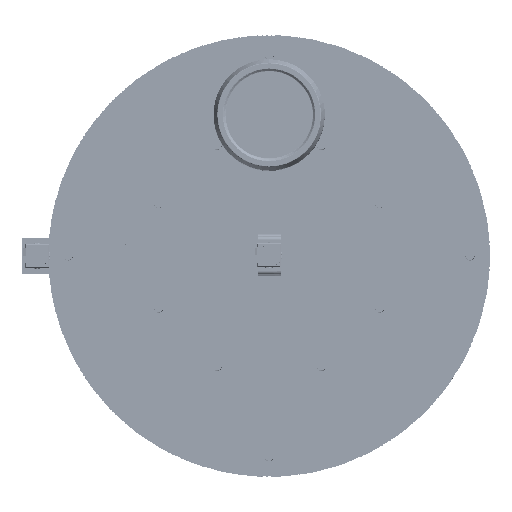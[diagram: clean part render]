
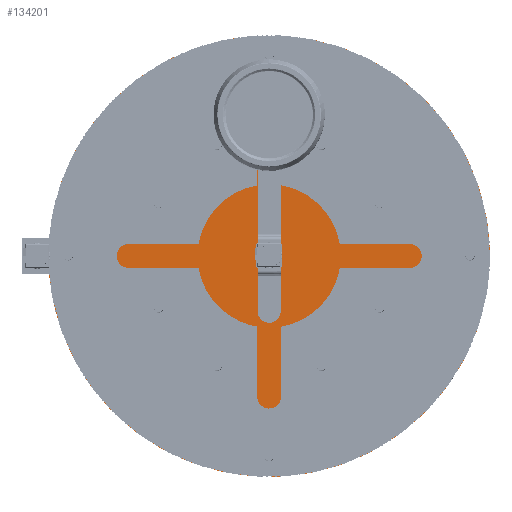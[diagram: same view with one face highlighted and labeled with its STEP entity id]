
A CAD part, top view. The second image highlights one B-rep face of the part: STEP entity #134201.
In plain terms, the highlighted free-form (B-spline) face has degree [1, 1] with [2, 2] control points.
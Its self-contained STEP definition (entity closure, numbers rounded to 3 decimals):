
#134128 = VERTEX_POINT('',#134129);
#134129 = CARTESIAN_POINT('',(-765.793,0.,
    -196.554));
#134134 = EDGE_CURVE('',#134128,#134135,#134137,.T.);
#134135 = VERTEX_POINT('',#134136);
#134136 = CARTESIAN_POINT('',(765.793,0.,-196.554));
#134137 = ( BOUNDED_CURVE() B_SPLINE_CURVE(2,(#134138,#134139,#134140,
#134141,#134142),.UNSPECIFIED.,.F.,.F.) B_SPLINE_CURVE_WITH_KNOTS((3,2,3
),(0.,1.571,3.142),.PIECEWISE_BEZIER_KNOTS.) CURVE() 
GEOMETRIC_REPRESENTATION_ITEM() RATIONAL_B_SPLINE_CURVE((1.,
0.707,1.,0.707,1.)) REPRESENTATION_ITEM('') );
#134138 = CARTESIAN_POINT('',(-765.793,0.,-196.554));
#134139 = CARTESIAN_POINT('',(-765.793,765.793,
    -196.554));
#134140 = CARTESIAN_POINT('',(0.,765.793,
    -196.554));
#134141 = CARTESIAN_POINT('',(765.793,765.793,
    -196.554));
#134142 = CARTESIAN_POINT('',(765.793,0.,
    -196.554));
#134173 = EDGE_CURVE('',#134135,#134128,#134174,.T.);
#134174 = ( BOUNDED_CURVE() B_SPLINE_CURVE(2,(#134175,#134176,#134177,
#134178,#134179),.UNSPECIFIED.,.F.,.F.) B_SPLINE_CURVE_WITH_KNOTS((3,2,3
    ),(3.142,4.712,6.283),
.PIECEWISE_BEZIER_KNOTS.) CURVE() GEOMETRIC_REPRESENTATION_ITEM() 
RATIONAL_B_SPLINE_CURVE((1.,0.707,1.,0.707,1.)) 
REPRESENTATION_ITEM('') );
#134175 = CARTESIAN_POINT('',(765.793,0.,
    -196.554));
#134176 = CARTESIAN_POINT('',(765.793,-765.793,
    -196.554));
#134177 = CARTESIAN_POINT('',(0.,-765.793,
    -196.554));
#134178 = CARTESIAN_POINT('',(-765.793,-765.793,
    -196.554));
#134179 = CARTESIAN_POINT('',(-765.793,0.,
    -196.554));
#134201 = ADVANCED_FACE('',(#134202),#134206,.F.);
#134202 = FACE_BOUND('',#134203,.T.);
#134203 = EDGE_LOOP('',(#134204,#134205));
#134204 = ORIENTED_EDGE('',*,*,#134173,.F.);
#134205 = ORIENTED_EDGE('',*,*,#134134,.F.);
#134206 = B_SPLINE_SURFACE_WITH_KNOTS('',1,1,(
    (#134207,#134208)
    ,(#134209,#134210
    )),.UNSPECIFIED.,.F.,.F.,.F.,(2,2),(2,2),(-600.,600.),(-600.,600.),
  .PIECEWISE_BEZIER_KNOTS.);
#134207 = CARTESIAN_POINT('',(765.793,-765.793,
    -196.554));
#134208 = CARTESIAN_POINT('',(765.793,765.793,
    -196.554));
#134209 = CARTESIAN_POINT('',(-765.793,-765.793,
    -196.554));
#134210 = CARTESIAN_POINT('',(-765.793,765.793,
    -196.554));
